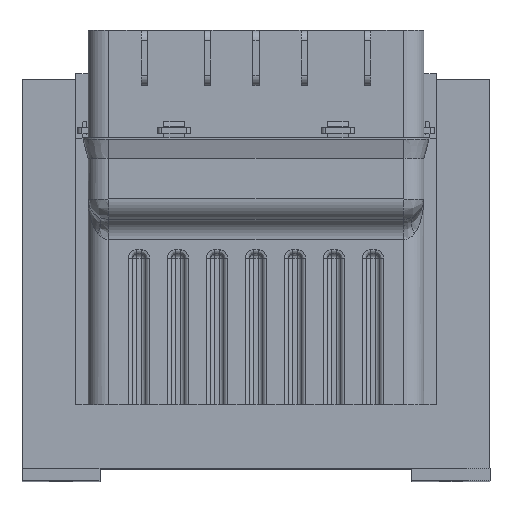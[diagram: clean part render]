
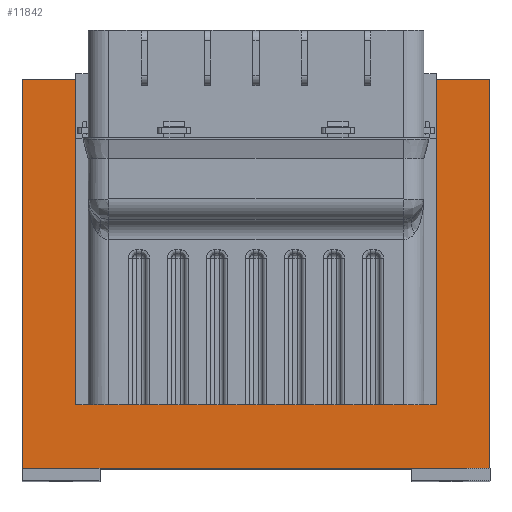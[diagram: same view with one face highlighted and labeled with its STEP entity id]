
A CAD part, top view. The second image highlights one B-rep face of the part: STEP entity #11842.
In plain terms, the highlighted planar face has unit normal (0, 0, 1).
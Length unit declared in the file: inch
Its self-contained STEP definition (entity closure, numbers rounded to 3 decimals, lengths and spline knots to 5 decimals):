
#1289 = VECTOR ( 'NONE', #11406, 39.37008 ) ;
#2064 = CARTESIAN_POINT ( 'NONE',  ( -2.24409, -3.74016, 0.7874 ) ) ;
#2326 = VECTOR ( 'NONE', #5034, 39.37008 ) ;
#2501 = AXIS2_PLACEMENT_3D ( 'NONE', #6610, #8248, #19767 ) ;
#3365 = CARTESIAN_POINT ( 'NONE',  ( -2.24409, -0.74803, 0.7874 ) ) ;
#3493 = VECTOR ( 'NONE', #12057, 39.37008 ) ;
#3889 = CARTESIAN_POINT ( 'NONE',  ( -2.24409, 0., 0.7874 ) ) ;
#5034 = DIRECTION ( 'NONE',  ( 0., -1., 0. ) ) ;
#5672 = LINE ( 'NONE', #21252, #1289 ) ;
#6149 = CARTESIAN_POINT ( 'NONE',  ( -2.24409, -3.74016, 0.7874 ) ) ;
#6580 = VERTEX_POINT ( 'NONE', #3889 ) ;
#6610 = CARTESIAN_POINT ( 'NONE',  ( -2.24409, -0.74803, 0.7874 ) ) ;
#6850 = CARTESIAN_POINT ( 'NONE',  ( 2.24409, -3.74016, 0.7874 ) ) ;
#7036 = VERTEX_POINT ( 'NONE', #2064 ) ;
#7181 = LINE ( 'NONE', #3365, #2326 ) ;
#7639 = LINE ( 'NONE', #6149, #15897 ) ;
#7783 = DIRECTION ( 'NONE',  ( 1., 0., 0. ) ) ;
#7788 = EDGE_CURVE ( 'NONE', #7036, #17318, #7639, .T. ) ;
#7890 = FACE_OUTER_BOUND ( 'NONE', #15298, .T. ) ;
#8248 = DIRECTION ( 'NONE',  ( 0., 0., -1. ) ) ;
#9238 = ORIENTED_EDGE ( 'NONE', *, *, #9610, .T. ) ;
#9610 = EDGE_CURVE ( 'NONE', #6580, #7036, #7181, .T. ) ;
#10381 = CARTESIAN_POINT ( 'NONE',  ( 2.24409, -0.74803, 0.7874 ) ) ;
#11406 = DIRECTION ( 'NONE',  ( -1., 0., 0. ) ) ;
#11505 = ORIENTED_EDGE ( 'NONE', *, *, #18295, .T. ) ;
#11842 = ADVANCED_FACE ( 'NONE', ( #7890 ), #16470, .F. ) ;
#12057 = DIRECTION ( 'NONE',  ( 0., -1., 0. ) ) ;
#12249 = LINE ( 'NONE', #10381, #3493 ) ;
#12786 = EDGE_CURVE ( 'NONE', #14154, #17318, #12249, .T. ) ;
#14154 = VERTEX_POINT ( 'NONE', #20833 ) ;
#14188 = ORIENTED_EDGE ( 'NONE', *, *, #12786, .F. ) ;
#15298 = EDGE_LOOP ( 'NONE', ( #21287, #14188, #11505, #9238 ) ) ;
#15897 = VECTOR ( 'NONE', #7783, 39.37008 ) ;
#16470 = PLANE ( 'NONE',  #2501 ) ;
#17318 = VERTEX_POINT ( 'NONE', #6850 ) ;
#18295 = EDGE_CURVE ( 'NONE', #14154, #6580, #5672, .T. ) ;
#19767 = DIRECTION ( 'NONE',  ( -1., 0., 0. ) ) ;
#20833 = CARTESIAN_POINT ( 'NONE',  ( 2.24409, 0., 0.7874 ) ) ;
#21252 = CARTESIAN_POINT ( 'NONE',  ( 2.24409, 0., 0.7874 ) ) ;
#21287 = ORIENTED_EDGE ( 'NONE', *, *, #7788, .T. ) ;
